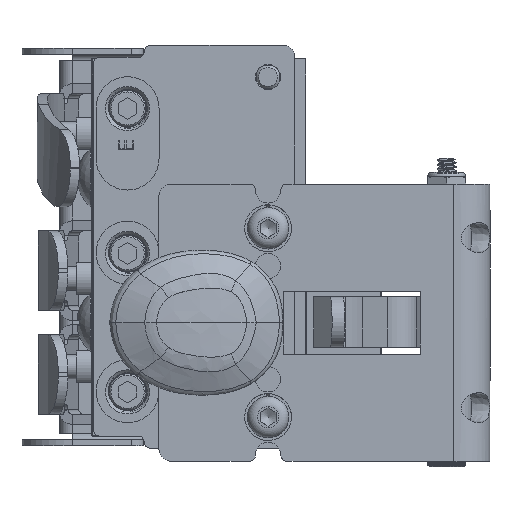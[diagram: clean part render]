
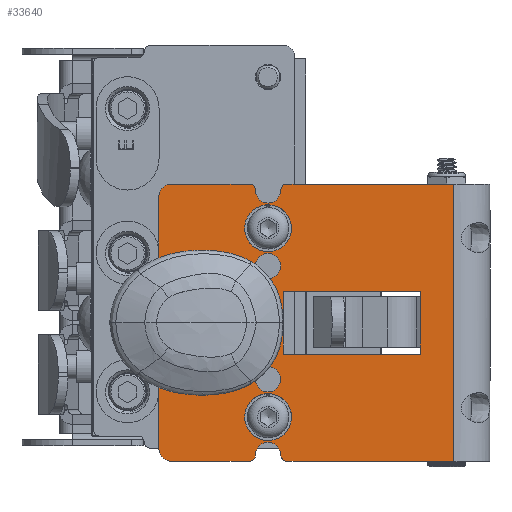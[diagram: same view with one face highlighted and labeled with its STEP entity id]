
A CAD part, left-side view. The second image highlights one B-rep face of the part: STEP entity #33640.
In plain terms, the highlighted planar face has unit normal (-1, 0, 0).
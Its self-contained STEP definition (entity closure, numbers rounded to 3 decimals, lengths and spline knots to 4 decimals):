
#1032=FACE_BOUND('',#6022,.T.);
#1033=FACE_BOUND('',#6023,.T.);
#1034=FACE_BOUND('',#6024,.T.);
#1035=FACE_BOUND('',#6025,.T.);
#1036=FACE_BOUND('',#6026,.T.);
#1037=FACE_BOUND('',#6027,.T.);
#1353=PLANE('',#35688);
#2463=CIRCLE('',#35590,0.0625);
#2484=CIRCLE('',#35613,0.125);
#2485=CIRCLE('',#35615,0.0625);
#2486=CIRCLE('',#35617,0.0625);
#2487=CIRCLE('',#35619,0.125);
#2488=CIRCLE('',#35621,0.0625);
#2489=CIRCLE('',#35624,0.125);
#2490=CIRCLE('',#35627,0.125);
#2491=CIRCLE('',#35630,0.25);
#2492=CIRCLE('',#35632,0.572);
#2493=CIRCLE('',#35634,0.25);
#2524=CIRCLE('',#35681,0.125);
#2525=CIRCLE('',#35683,0.125);
#2526=CIRCLE('',#35685,0.125);
#2527=CIRCLE('',#35687,0.125);
#2528=CIRCLE('',#35689,0.4425);
#4081=FACE_OUTER_BOUND('',#6021,.T.);
#6021=EDGE_LOOP('',(#23263,#23264,#23265,#23266,#23267,#23268,#23269,#23270,
#23271,#23272,#23273,#23274,#23275,#23276,#23277,#23278,#23279,#23280));
#6022=EDGE_LOOP('',(#23281,#23282,#23283,#23284));
#6023=EDGE_LOOP('',(#23285));
#6024=EDGE_LOOP('',(#23286));
#6025=EDGE_LOOP('',(#23287));
#6026=EDGE_LOOP('',(#23288));
#6027=EDGE_LOOP('',(#23289));
#8253=LINE('',#47711,#10763);
#8256=LINE('',#47719,#10766);
#8259=LINE('',#47727,#10769);
#8264=LINE('',#47743,#10774);
#8265=LINE('',#47747,#10775);
#8268=LINE('',#47752,#10778);
#8270=LINE('',#47756,#10780);
#8272=LINE('',#47759,#10782);
#8287=LINE('',#47857,#10797);
#8288=LINE('',#47859,#10798);
#8289=LINE('',#47860,#10799);
#10763=VECTOR('',#38724,0.3937);
#10766=VECTOR('',#38733,0.3937);
#10769=VECTOR('',#38742,0.3937);
#10774=VECTOR('',#38761,0.3937);
#10775=VECTOR('',#38764,0.3937);
#10778=VECTOR('',#38769,0.3937);
#10780=VECTOR('',#38773,0.3937);
#10782=VECTOR('',#38777,0.3937);
#10797=VECTOR('',#38890,0.3937);
#10798=VECTOR('',#38891,0.3937);
#10799=VECTOR('',#38892,0.3937);
#14360=VERTEX_POINT('',#47619);
#14361=VERTEX_POINT('',#47621);
#14392=VERTEX_POINT('',#47687);
#14393=VERTEX_POINT('',#47691);
#14394=VERTEX_POINT('',#47695);
#14395=VERTEX_POINT('',#47696);
#14396=VERTEX_POINT('',#47701);
#14397=VERTEX_POINT('',#47705);
#14398=VERTEX_POINT('',#47709);
#14399=VERTEX_POINT('',#47713);
#14400=VERTEX_POINT('',#47715);
#14401=VERTEX_POINT('',#47721);
#14402=VERTEX_POINT('',#47722);
#14403=VERTEX_POINT('',#47729);
#14404=VERTEX_POINT('',#47731);
#14405=VERTEX_POINT('',#47735);
#14406=VERTEX_POINT('',#47739);
#14407=VERTEX_POINT('',#47745);
#14408=VERTEX_POINT('',#47746);
#14409=VERTEX_POINT('',#47751);
#14410=VERTEX_POINT('',#47755);
#14441=VERTEX_POINT('',#47841);
#14442=VERTEX_POINT('',#47845);
#14443=VERTEX_POINT('',#47849);
#14444=VERTEX_POINT('',#47853);
#14445=VERTEX_POINT('',#47858);
#14446=VERTEX_POINT('',#47861);
#17880=EDGE_CURVE('',#14360,#14361,#2463,.T.);
#17913=EDGE_CURVE('',#14392,#14361,#2484,.T.);
#17915=EDGE_CURVE('',#14392,#14393,#2485,.T.);
#17917=EDGE_CURVE('',#14394,#14395,#2486,.T.);
#17921=EDGE_CURVE('',#14394,#14396,#2487,.T.);
#17923=EDGE_CURVE('',#14397,#14396,#2488,.T.);
#17925=EDGE_CURVE('',#14398,#14397,#8253,.T.);
#17927=EDGE_CURVE('',#14399,#14400,#2489,.T.);
#17929=EDGE_CURVE('',#14395,#14399,#8256,.T.);
#17930=EDGE_CURVE('',#14401,#14402,#2490,.T.);
#17933=EDGE_CURVE('',#14402,#14360,#8259,.T.);
#17935=EDGE_CURVE('',#14403,#14404,#2491,.T.);
#17938=EDGE_CURVE('',#14403,#14405,#2492,.T.);
#17940=EDGE_CURVE('',#14406,#14405,#2493,.T.);
#17941=EDGE_CURVE('',#14406,#14400,#8264,.T.);
#17942=EDGE_CURVE('',#14407,#14408,#8265,.T.);
#17945=EDGE_CURVE('',#14408,#14409,#8268,.T.);
#17947=EDGE_CURVE('',#14409,#14410,#8270,.T.);
#17949=EDGE_CURVE('',#14410,#14407,#8272,.T.);
#17990=EDGE_CURVE('',#14441,#14441,#2524,.T.);
#17992=EDGE_CURVE('',#14442,#14442,#2525,.T.);
#17994=EDGE_CURVE('',#14443,#14443,#2526,.T.);
#17996=EDGE_CURVE('',#14444,#14444,#2527,.T.);
#17998=EDGE_CURVE('',#14401,#14404,#8287,.T.);
#17999=EDGE_CURVE('',#14398,#14445,#8288,.T.);
#18000=EDGE_CURVE('',#14393,#14445,#8289,.T.);
#18001=EDGE_CURVE('',#14446,#14446,#2528,.T.);
#23263=ORIENTED_EDGE('',*,*,#17880,.F.);
#23264=ORIENTED_EDGE('',*,*,#17933,.F.);
#23265=ORIENTED_EDGE('',*,*,#17930,.F.);
#23266=ORIENTED_EDGE('',*,*,#17998,.T.);
#23267=ORIENTED_EDGE('',*,*,#17935,.F.);
#23268=ORIENTED_EDGE('',*,*,#17938,.T.);
#23269=ORIENTED_EDGE('',*,*,#17940,.F.);
#23270=ORIENTED_EDGE('',*,*,#17941,.T.);
#23271=ORIENTED_EDGE('',*,*,#17927,.F.);
#23272=ORIENTED_EDGE('',*,*,#17929,.F.);
#23273=ORIENTED_EDGE('',*,*,#17917,.F.);
#23274=ORIENTED_EDGE('',*,*,#17921,.T.);
#23275=ORIENTED_EDGE('',*,*,#17923,.F.);
#23276=ORIENTED_EDGE('',*,*,#17925,.F.);
#23277=ORIENTED_EDGE('',*,*,#17999,.T.);
#23278=ORIENTED_EDGE('',*,*,#18000,.F.);
#23279=ORIENTED_EDGE('',*,*,#17915,.F.);
#23280=ORIENTED_EDGE('',*,*,#17913,.T.);
#23281=ORIENTED_EDGE('',*,*,#17947,.T.);
#23282=ORIENTED_EDGE('',*,*,#17949,.T.);
#23283=ORIENTED_EDGE('',*,*,#17942,.T.);
#23284=ORIENTED_EDGE('',*,*,#17945,.T.);
#23285=ORIENTED_EDGE('',*,*,#18001,.T.);
#23286=ORIENTED_EDGE('',*,*,#17996,.T.);
#23287=ORIENTED_EDGE('',*,*,#17994,.T.);
#23288=ORIENTED_EDGE('',*,*,#17992,.T.);
#23289=ORIENTED_EDGE('',*,*,#17990,.T.);
#33640=ADVANCED_FACE('',(#4081,#1032,#1033,#1034,#1035,#1036,#1037),#1353,
 .F.);
#35590=AXIS2_PLACEMENT_3D('',#47622,#38639,#38640);
#35613=AXIS2_PLACEMENT_3D('',#47688,#38697,#38698);
#35615=AXIS2_PLACEMENT_3D('',#47692,#38702,#38703);
#35617=AXIS2_PLACEMENT_3D('',#47697,#38707,#38708);
#35619=AXIS2_PLACEMENT_3D('',#47703,#38714,#38715);
#35621=AXIS2_PLACEMENT_3D('',#47707,#38719,#38720);
#35624=AXIS2_PLACEMENT_3D('',#47716,#38728,#38729);
#35627=AXIS2_PLACEMENT_3D('',#47723,#38736,#38737);
#35630=AXIS2_PLACEMENT_3D('',#47732,#38746,#38747);
#35632=AXIS2_PLACEMENT_3D('',#47737,#38752,#38753);
#35634=AXIS2_PLACEMENT_3D('',#47741,#38757,#38758);
#35681=AXIS2_PLACEMENT_3D('',#47842,#38870,#38871);
#35683=AXIS2_PLACEMENT_3D('',#47846,#38875,#38876);
#35685=AXIS2_PLACEMENT_3D('',#47850,#38880,#38881);
#35687=AXIS2_PLACEMENT_3D('',#47854,#38885,#38886);
#35688=AXIS2_PLACEMENT_3D('',#47856,#38888,#38889);
#35689=AXIS2_PLACEMENT_3D('',#47862,#38893,#38894);
#38639=DIRECTION('center_axis',(1.,0.,0.));
#38640=DIRECTION('ref_axis',(0.,-0.708,0.706));
#38697=DIRECTION('center_axis',(1.,0.,0.));
#38698=DIRECTION('ref_axis',(0.,0.,-1.));
#38702=DIRECTION('center_axis',(1.,0.,0.));
#38703=DIRECTION('ref_axis',(0.,0.708,0.706));
#38707=DIRECTION('center_axis',(1.,0.,0.));
#38708=DIRECTION('ref_axis',(0.,-0.708,-0.706));
#38714=DIRECTION('center_axis',(1.,0.,0.));
#38715=DIRECTION('ref_axis',(0.,0.,-1.));
#38719=DIRECTION('center_axis',(1.,0.,0.));
#38720=DIRECTION('ref_axis',(0.,0.708,-0.706));
#38724=DIRECTION('',(0.,1.,0.));
#38728=DIRECTION('center_axis',(1.,0.,0.));
#38729=DIRECTION('ref_axis',(0.,0.707,-0.707));
#38733=DIRECTION('',(0.,1.,0.));
#38736=DIRECTION('center_axis',(1.,0.,0.));
#38737=DIRECTION('ref_axis',(0.,0.707,0.707));
#38742=DIRECTION('',(0.,-1.,0.));
#38746=DIRECTION('center_axis',(-1.,0.,0.));
#38747=DIRECTION('ref_axis',(0.,-0.914,-0.407));
#38752=DIRECTION('center_axis',(-1.,0.,0.));
#38753=DIRECTION('ref_axis',(0.,-0.525,0.851));
#38757=DIRECTION('center_axis',(-1.,0.,0.));
#38758=DIRECTION('ref_axis',(0.,-0.914,0.407));
#38761=DIRECTION('',(0.,0.,-1.));
#38764=DIRECTION('',(0.,1.,0.));
#38769=DIRECTION('',(0.,0.,1.));
#38773=DIRECTION('',(0.,-1.,0.));
#38777=DIRECTION('',(0.,0.,-1.));
#38870=DIRECTION('center_axis',(1.,0.,0.));
#38871=DIRECTION('ref_axis',(0.,0.,-1.));
#38875=DIRECTION('center_axis',(1.,0.,0.));
#38876=DIRECTION('ref_axis',(0.,0.,-1.));
#38880=DIRECTION('center_axis',(1.,0.,0.));
#38881=DIRECTION('ref_axis',(0.,0.,-1.));
#38885=DIRECTION('center_axis',(1.,0.,0.));
#38886=DIRECTION('ref_axis',(0.,0.,-1.));
#38888=DIRECTION('center_axis',(1.,0.,0.));
#38889=DIRECTION('ref_axis',(0.,1.,0.));
#38890=DIRECTION('',(0.,0.,-1.));
#38891=DIRECTION('',(0.,0.,1.));
#38892=DIRECTION('',(0.,-1.,0.));
#38893=DIRECTION('center_axis',(1.,0.,0.));
#38894=DIRECTION('ref_axis',(0.,0.,-1.));
#47619=CARTESIAN_POINT('',(0.,0.5966,1.375));
#47621=CARTESIAN_POINT('',(0.,0.5341,1.3123));
#47622=CARTESIAN_POINT('Origin',(0.,0.5966,1.3125));
#47687=CARTESIAN_POINT('',(0.,0.2841,1.3123));
#47688=CARTESIAN_POINT('Origin',(0.,0.4091,1.312));
#47691=CARTESIAN_POINT('',(0.,0.2216,1.375));
#47692=CARTESIAN_POINT('Origin',(0.,0.2216,1.3125));
#47695=CARTESIAN_POINT('',(0.,0.5341,-1.3123));
#47696=CARTESIAN_POINT('',(0.,0.5966,-1.375));
#47697=CARTESIAN_POINT('Origin',(0.,0.5966,-1.3125));
#47701=CARTESIAN_POINT('',(0.,0.2841,-1.3123));
#47703=CARTESIAN_POINT('Origin',(0.,0.4091,-1.312));
#47705=CARTESIAN_POINT('',(0.,0.2216,-1.375));
#47707=CARTESIAN_POINT('Origin',(0.,0.2216,-1.3125));
#47709=CARTESIAN_POINT('',(0.,-1.4349,-1.375));
#47711=CARTESIAN_POINT('',(0.,-1.7935,-1.375));
#47713=CARTESIAN_POINT('',(0.,1.3685,-1.375));
#47715=CARTESIAN_POINT('',(0.,1.4935,-1.25));
#47716=CARTESIAN_POINT('Origin',(0.,1.3685,-1.25));
#47719=CARTESIAN_POINT('',(0.,-1.7935,-1.375));
#47721=CARTESIAN_POINT('',(0.,1.4935,1.25));
#47722=CARTESIAN_POINT('',(0.,1.3685,1.375));
#47723=CARTESIAN_POINT('Origin',(0.,1.3685,1.25));
#47727=CARTESIAN_POINT('',(0.,1.7935,1.375));
#47729=CARTESIAN_POINT('',(0.,1.5762,0.4251));
#47731=CARTESIAN_POINT('',(0.,1.4935,0.6108));
#47732=CARTESIAN_POINT('Origin',(0.,1.7435,0.6108));
#47735=CARTESIAN_POINT('',(0.,1.5762,-0.4251));
#47737=CARTESIAN_POINT('Origin',(0.,1.1934,0.));
#47739=CARTESIAN_POINT('',(0.,1.4935,-0.6108));
#47741=CARTESIAN_POINT('Origin',(0.,1.7435,-0.6108));
#47743=CARTESIAN_POINT('',(0.,1.4935,-0.6875));
#47745=CARTESIAN_POINT('',(0.,-1.1015,-0.3125));
#47746=CARTESIAN_POINT('',(0.,0.261,-0.3125));
#47747=CARTESIAN_POINT('',(0.,-0.5507,-0.3125));
#47751=CARTESIAN_POINT('',(0.,0.261,0.3125));
#47752=CARTESIAN_POINT('',(0.,0.261,-0.1563));
#47755=CARTESIAN_POINT('',(0.,-1.1015,0.3125));
#47756=CARTESIAN_POINT('',(0.,0.1305,0.3125));
#47759=CARTESIAN_POINT('',(0.,-1.1015,0.1563));
#47841=CARTESIAN_POINT('',(0.,0.4091,-0.437));
#47842=CARTESIAN_POINT('Origin',(0.,0.4091,-0.562));
#47845=CARTESIAN_POINT('',(0.,0.4091,1.062));
#47846=CARTESIAN_POINT('Origin',(0.,0.4091,0.937));
#47849=CARTESIAN_POINT('',(0.,0.4091,0.687));
#47850=CARTESIAN_POINT('Origin',(0.,0.4091,0.562));
#47853=CARTESIAN_POINT('',(0.,0.4091,-0.812));
#47854=CARTESIAN_POINT('Origin',(0.,0.4091,-0.937));
#47856=CARTESIAN_POINT('Origin',(0.,0.,0.));
#47857=CARTESIAN_POINT('',(0.,1.4935,0.2435));
#47858=CARTESIAN_POINT('',(0.,-1.4349,1.375));
#47859=CARTESIAN_POINT('',(0.,-1.4349,0.6875));
#47860=CARTESIAN_POINT('',(0.,1.7935,1.375));
#47861=CARTESIAN_POINT('',(0.,1.1508,0.4425));
#47862=CARTESIAN_POINT('Origin',(0.,1.1508,0.));
